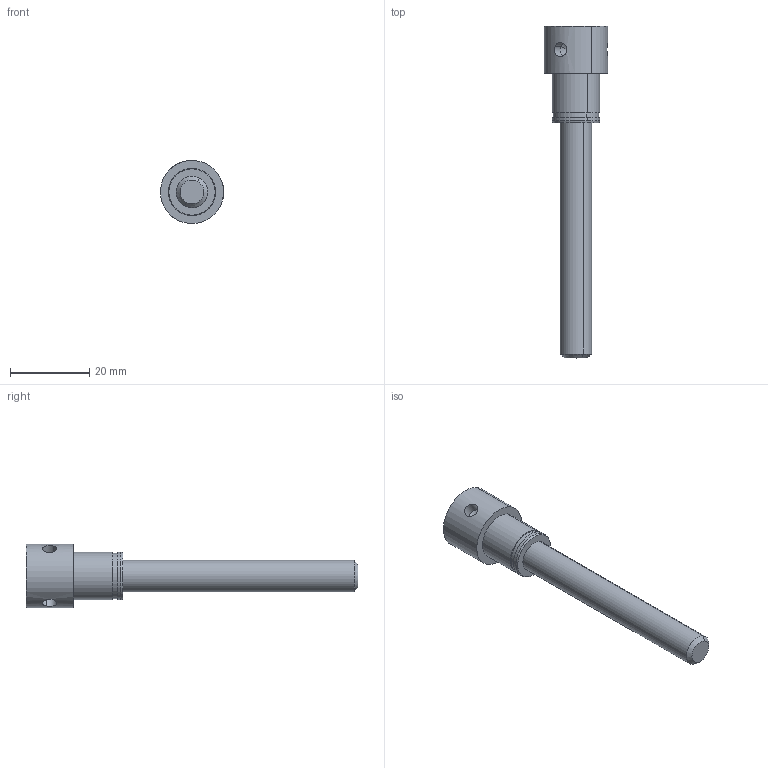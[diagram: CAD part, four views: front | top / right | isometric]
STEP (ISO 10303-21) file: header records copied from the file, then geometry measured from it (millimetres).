
FILE_DESCRIPTION(('CATIA V5 STEP Exchange'),'2;1');
FILE_NAME('4412028001_CMP_000_E.stp','2015-11-16T13:31:05+00:00',('none'),('none'),'CATIA Version 5 Release 20 SP 5 (IN-10)','CATIA V5 STEP AP214','none');
FILE_SCHEMA(('AUTOMOTIVE_DESIGN { 1 0 10303 214 1 1 1 1 }'));
Length unit declared in the file: millimetre
Products named in the file (1): 4412028001_CMP_000_E-'Spindel'
Bounding box: 16 x 84 x 16 mm (x, y, z)
Volume: 6103.6 mm3; surface area: 3453.6 mm2
Topology: 1 solids, 1 shells, 34 faces, 80 edges, 47 vertices
Faces by surface type: cylinder 18, cone 10, plane 6
Entity records: 937 total; most frequent: CARTESIAN_POINT 241, ORIENTED_EDGE 148, DIRECTION 104, EDGE_CURVE 74, AXIS2_PLACEMENT_3D 54, VERTEX_POINT 47, EDGE_LOOP 41, ADVANCED_FACE 34
